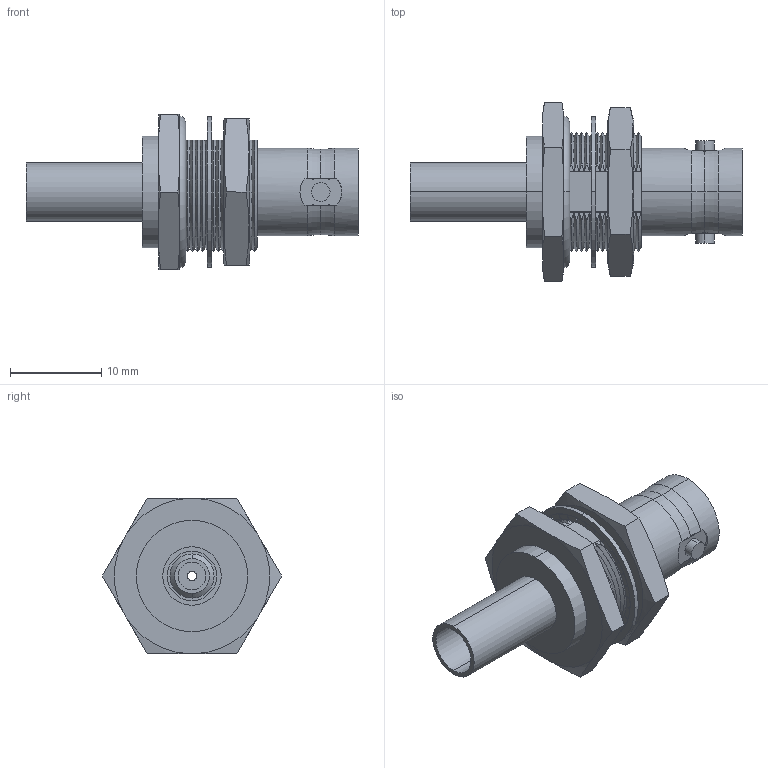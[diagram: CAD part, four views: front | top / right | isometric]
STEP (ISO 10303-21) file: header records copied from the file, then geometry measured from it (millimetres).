
FILE_DESCRIPTION (( 'STEP AP214' ), '1' );
FILE_NAME ('FMCN1570_3D.STEP', '2021-09-23T19:14:56', ( '' ), ( '' ), 'SwSTEP 2.0', 'SolidWorks 2021', '' );
FILE_SCHEMA (( 'AUTOMOTIVE_DESIGN' ));
Length unit declared in the file: inch
Products named in the file (6): FMCN1570_FERRULE; 1AB05-075-MA1; 1AB05-075-MA2; FMCN1570-MA4; FMCN1570_3D; FMCN1570_MA5
Assembly tree (5 placements, depth 2):
  FMCN1570_3D
    FMCN1570-MA4
    1AB05-075-MA1
    1AB05-075-MA2
    FMCN1570_MA5
    FMCN1570_FERRULE
Bounding box: 36.32 x 19.62 x 16.99 mm (x, y, z)
Volume: 2596.1 mm3; surface area: 4687.4 mm2
Topology: 6 solids, 6 shells, 440 faces, 1081 edges, 695 vertices
Faces by surface type: plane 227, cone 115, cylinder 77, bspline 11, torus 10
Entity records: 14702 total; most frequent: CARTESIAN_POINT 3117, DIRECTION 2198, ORIENTED_EDGE 2162, EDGE_CURVE 1081, AXIS2_PLACEMENT_3D 814, VERTEX_POINT 695, VECTOR 570, LINE 570
